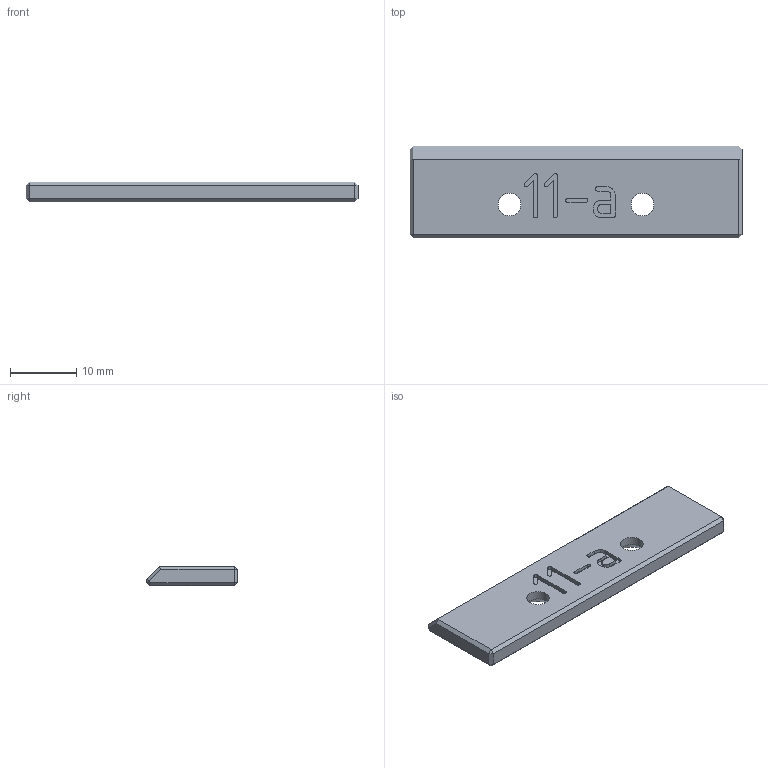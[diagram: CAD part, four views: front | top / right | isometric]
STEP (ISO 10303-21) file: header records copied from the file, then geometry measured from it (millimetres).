
FILE_DESCRIPTION(('FreeCAD Model'),'2;1');
FILE_NAME('Open CASCADE Shape Model','2023-10-06T15:46:27',(''),(''), 'Open CASCADE STEP processor 7.6','FreeCAD','Unknown');
FILE_SCHEMA(('AUTOMOTIVE_DESIGN { 1 0 10303 214 1 1 1 1 }'));
Length unit declared in the file: millimetre
Products named in the file (1): P0170-11-a_Reststück_100_Kabeleinlass
Bounding box: 50 x 13.8 x 3 mm (x, y, z)
Volume: 1840.4 mm3; surface area: 1683.7 mm2
Topology: 1 solids, 1 shells, 88 faces, 221 edges, 140 vertices
Faces by surface type: plane 47, extrusion 37, cone 2, cylinder 2
Full cylindrical faces by diameter (mm): 3.4 x2
Entity records: 5538 total; most frequent: CARTESIAN_POINT 1274, DIRECTION 660, VECTOR 542, LINE 505, ORIENTED_EDGE 442, PCURVE 442, DEFINITIONAL_REPRESENTATION 442, EDGE_CURVE 221
